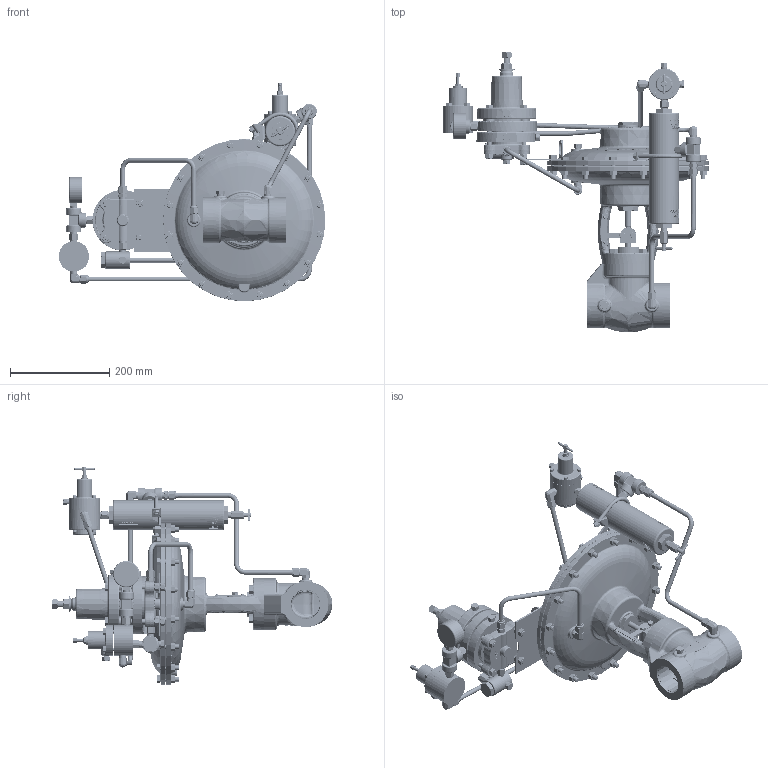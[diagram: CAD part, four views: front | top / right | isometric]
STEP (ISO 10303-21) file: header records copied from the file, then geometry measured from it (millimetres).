
FILE_DESCRIPTION (( 'STEP AP203' ), '1' );
FILE_NAME ('2 INCH HPMV PO HPBP_defeature.STEP', '2018-07-05T16:34:35', ( '' ), ( '' ), 'SwSTEP 2.0', 'SolidWorks 2018', '' );
FILE_SCHEMA (( 'CONFIG_CONTROL_DESIGN' ));
Length unit declared in the file: inch
Products named in the file (1): 2 INCH HPMV PO HPBP_defeature
Bounding box: 537.31 x 565.92 x 440.81 mm (x, y, z)
Volume: 9280430.9 mm3; surface area: 818307.3 mm2
Topology: 8 solids, 10 shells, 6883 faces, 17249 edges, 10703 vertices
Faces by surface type: plane 2615, bspline 1669, cone 1176, cylinder 992, torus 329, sphere 102
Entity records: 345492 total; most frequent: CARTESIAN_POINT 198299, ORIENTED_EDGE 34274, DIRECTION 24972, EDGE_CURVE 17137, VERTEX_POINT 10703, AXIS2_PLACEMENT_3D 9753, EDGE_LOOP 7396, B_SPLINE_CURVE_WITH_KNOTS 6946
